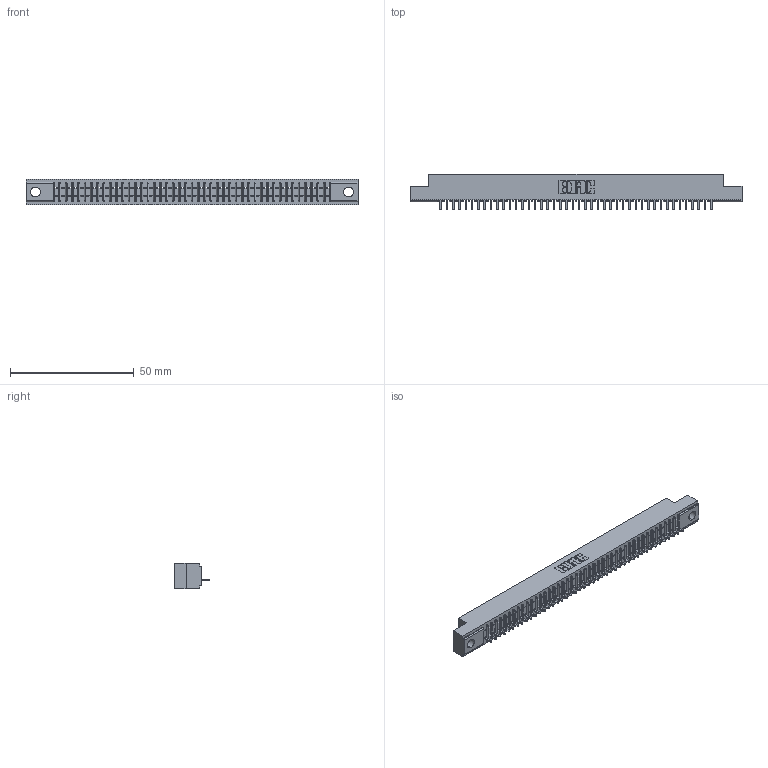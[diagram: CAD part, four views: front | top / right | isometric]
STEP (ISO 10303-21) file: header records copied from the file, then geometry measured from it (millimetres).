
FILE_DESCRIPTION (( 'STEP AP203' ), '1' );
FILE_NAME ('391-044-520-104.STEP', '2018-08-09T02:14:51', ( '' ), ( '' ), 'SwSTEP 2.0', 'SolidWorks 2016', '' );
FILE_SCHEMA (( 'CONFIG_CONTROL_DESIGN' ));
Length unit declared in the file: inch
Products named in the file (3): 341 Part_.156 (3.96) Dia Mounting Holes; 341-292-001_341-292-120; 391-044-520-104
Assembly tree (45 placements, depth 2):
  391-044-520-104
    341 Part_.156 (3.96) Dia Mounting Holes
    341-292-001_341-292-120  x44
Bounding box: 133.99 x 14.27 x 10.16 mm (x, y, z)
Volume: 9476.8 mm3; surface area: 14539.7 mm2
Topology: 45 solids, 45 shells, 3738 faces, 10780 edges, 6918 vertices
Faces by surface type: plane 2326, cylinder 1236, sphere 90, torus 86
Entity records: 51993 total; most frequent: CARTESIAN_POINT 8838, ORIENTED_EDGE 8824, DIRECTION 8522, EDGE_CURVE 4412, VECTOR 3574, LINE 3574, VERTEX_POINT 2790, AXIS2_PLACEMENT_3D 2474
